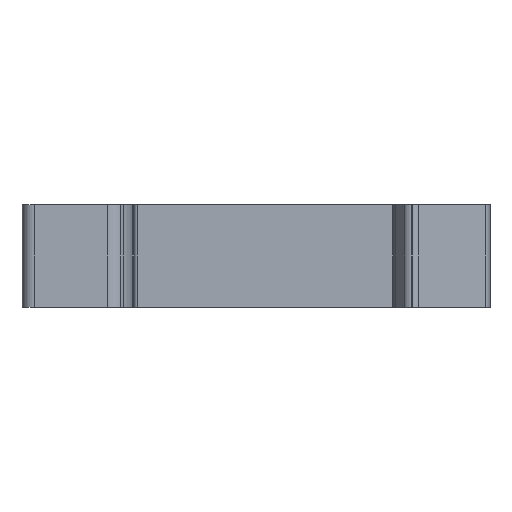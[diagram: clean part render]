
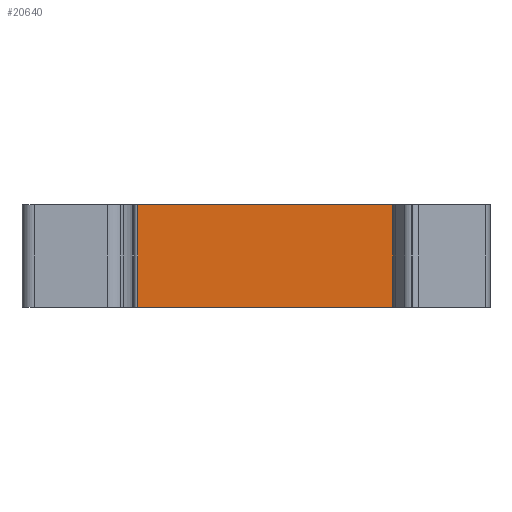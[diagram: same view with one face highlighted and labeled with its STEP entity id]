
A CAD part, front view. The second image highlights one B-rep face of the part: STEP entity #20640.
In plain terms, the highlighted planar face has unit normal (0, -1, 0).
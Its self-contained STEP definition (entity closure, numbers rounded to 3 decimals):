
#5850=CARTESIAN_POINT('',(-17.153,0.1,8.15));
#5860=DIRECTION('',(0.,0.,-1.));
#5870=VECTOR('',#5860,1.);
#5880=LINE('',#5850,#5870);
#5890=CARTESIAN_POINT('',(-17.153,0.1,8.15));
#5900=VERTEX_POINT('',#5890);
#5910=CARTESIAN_POINT('',(-17.153,0.1,-4.));
#5920=VERTEX_POINT('',#5910);
#5930=EDGE_CURVE('',#5900,#5920,#5880,.T.);
#20340=CARTESIAN_POINT('',(-17.153,0.1,8.15));
#20350=DIRECTION('',(-0.,-1.,-0.));
#20360=DIRECTION('',(-1.,0.,0.));
#20370=AXIS2_PLACEMENT_3D('',#20340,#20350,#20360);
#20380=PLANE('',#20370);
#20390=CARTESIAN_POINT('',(15.7,0.1,8.15));
#20400=DIRECTION('',(0.,0.,-1.));
#20410=VECTOR('',#20400,1.);
#20420=LINE('',#20390,#20410);
#20430=CARTESIAN_POINT('',(15.7,0.1,8.15));
#20440=VERTEX_POINT('',#20430);
#20450=CARTESIAN_POINT('',(15.7,0.1,-4.));
#20460=VERTEX_POINT('',#20450);
#20470=EDGE_CURVE('',#20440,#20460,#20420,.T.);
#20480=ORIENTED_EDGE('',*,*,#20470,.F.);
#20490=CARTESIAN_POINT('',(0.,0.1,-4.));
#20500=DIRECTION('',(-1.,0.,0.));
#20510=VECTOR('',#20500,1.);
#20520=LINE('',#20490,#20510);
#20530=EDGE_CURVE('',#20460,#5920,#20520,.T.);
#20540=ORIENTED_EDGE('',*,*,#20530,.F.);
#20550=ORIENTED_EDGE('',*,*,#5930,.T.);
#20560=CARTESIAN_POINT('',(0.,0.1,8.15));
#20570=DIRECTION('',(-1.,0.,0.));
#20580=VECTOR('',#20570,1.);
#20590=LINE('',#20560,#20580);
#20600=EDGE_CURVE('',#20440,#5900,#20590,.T.);
#20610=ORIENTED_EDGE('',*,*,#20600,.T.);
#20620=EDGE_LOOP('',(#20610,#20550,#20540,#20480));
#20630=FACE_OUTER_BOUND('',#20620,.T.);
#20640=ADVANCED_FACE('',(#20630),#20380,.T.);
